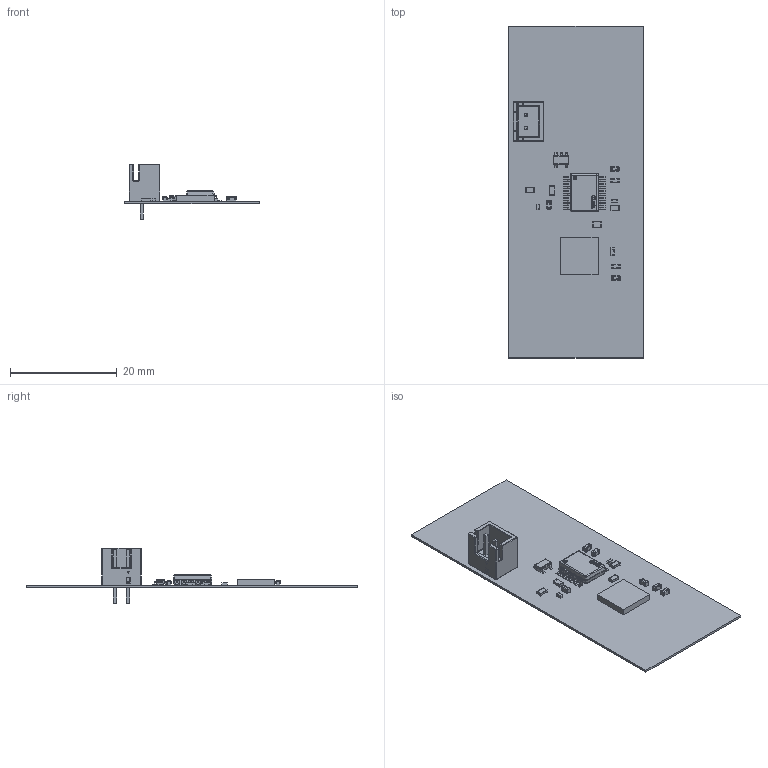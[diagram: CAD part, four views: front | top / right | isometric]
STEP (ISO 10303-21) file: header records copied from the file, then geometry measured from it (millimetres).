
FILE_DESCRIPTION(('Open CASCADE Model'),'2;1');
FILE_NAME('Open CASCADE Shape Model','2021-10-16T12:00:38',('Author'),( 'Open CASCADE'),'Open CASCADE STEP processor 6.8','Open CASCADE 6.8' ,'Unknown');
FILE_SCHEMA(('AUTOMOTIVE_DESIGN { 1 0 10303 214 1 1 1 1 }'));
Length unit declared in the file: millimetre
Products named in the file (65): PCB; Board; Open CASCADE STEP translator 6.8 5.1.1; R3; 5884701888; Mid_Body; Terminal; Open_CASCADE_STEP_translator_6.8_10.2.1; Mark; U2; DBV0005AaksMF05A; BODY_MF05A; LEAD_MF05F; U3; 5883245696; Extruded; U1; IC_Maxim_Integrated_MAX31865AAP+T_eec; 1; 2; Maxim_Integrated_Logo_1_-_1; Maxim_Integrated_Logo_1; R4; R2; 5968660384; R1; 5968660224; J2; Conn_JST_B2B-XH-A_LF_SN_eec; B2B-XH-A; JST_Logo_adjustable; C8; 5968661424; Open_CASCADE_STEP_translator_6.8_5.1.1; Open_CASCADE_STEP_translator_6.8_5.1.2; Open_CASCADE_STEP_translator_6.8_5.2.1; C7; 5968661904; C6; Cap_Murata_GCM1885C2A5R3BA16J_eec ...
Assembly tree (77 placements, depth 5):
  PCB
    Board
      Open CASCADE STEP translator 6.8 5.1.1
    R3
      5884701888
        Mid_Body
        Terminal  x2
          Open_CASCADE_STEP_translator_6.8_10.2.1
        Mark
    U2
      DBV0005AaksMF05A
        BODY_MF05A
        LEAD_MF05F  x5
    U3
      5883245696
        Extruded
    U1
      IC_Maxim_Integrated_MAX31865AAP+T_eec
        1
        2
        Maxim_Integrated_Logo_1_-_1
        Maxim_Integrated_Logo_1
    R4
      5884701888
        Mid_Body
        Terminal  x2
          Open_CASCADE_STEP_translator_6.8_10.2.1
        Mark
    R2
      5968660384
        Mid_Body
        Terminal  x2
          Open_CASCADE_STEP_translator_6.8_10.2.1
        Mark
    R1
      5968660224
        Mid_Body
        Terminal  x2
          Open_CASCADE_STEP_translator_6.8_10.2.1
        Mark
    J2
      Conn_JST_B2B-XH-A_LF_SN_eec
        1
          1
          B2B-XH-A
          JST_Logo_adjustable
    C8
      5968661424
        Terminal
          Open_CASCADE_STEP_translator_6.8_5.1.1
          Open_CASCADE_STEP_translator_6.8_5.1.2
        Mid_Body
          Open_CASCADE_STEP_translator_6.8_5.2.1
    C7
      5968661904
        Terminal
          Open_CASCADE_STEP_translator_6.8_5.1.1
          Open_CASCADE_STEP_translator_6.8_5.1.2
        Mid_Body
          Open_CASCADE_STEP_translator_6.8_5.2.1
Bounding box: 25.15 x 62.23 x 10.4 mm (x, y, z)
Volume: 966.6 mm3; surface area: 3998.3 mm2
Topology: 99 solids, 99 shells, 2410 faces, 6298 edges, 4071 vertices
Faces by surface type: plane 1303, cylinder 862, bspline 128, sphere 102, torus 15
Full cylindrical faces by diameter (mm): 0.97 x1
Entity records: 39320 total; most frequent: CARTESIAN_POINT 8210, ORIENTED_EDGE 6198, DIRECTION 5877, EDGE_CURVE 3099, LINE 2153, VECTOR 2153, VERTEX_POINT 1989, AXIS2_PLACEMENT_3D 1862
